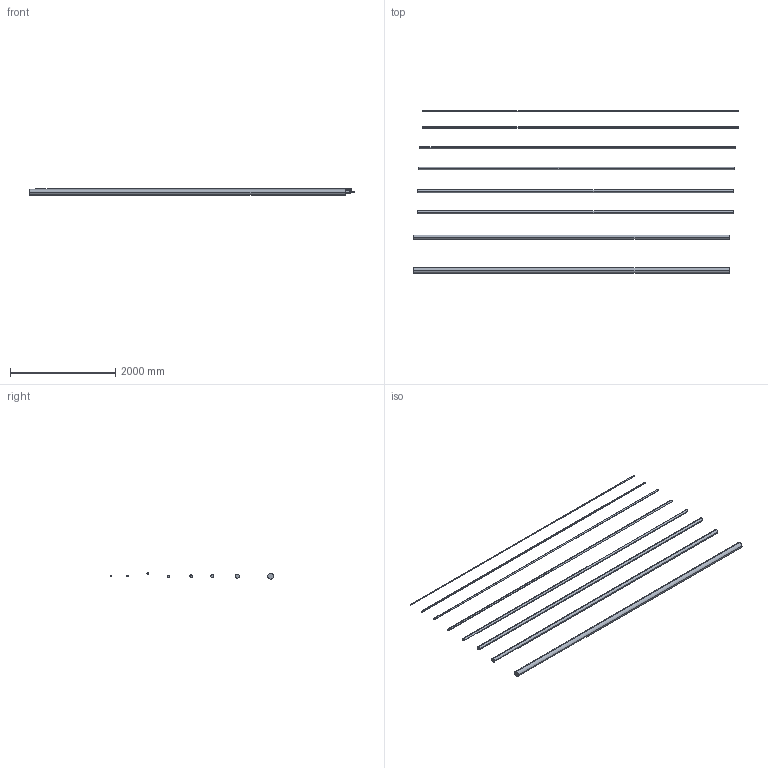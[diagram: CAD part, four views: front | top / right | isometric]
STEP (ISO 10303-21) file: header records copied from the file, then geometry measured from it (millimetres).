
FILE_DESCRIPTION(/* description */ (''),/* implementation_level */ '2;1');
FILE_NAME(/* name */ 'Plumbing_Pipes_Aignep_Calibrated-Aluminium-Tubes-Green-6m-3DView-Preview',/* time_stamp */ '2025-08-20T22:19:14+03:00',/* author */ (''),/* organization */ (''),/* preprocessor_version */ 'ST-DEVELOPER v20',/* originating_system */ '',/* authorisation */ '');
FILE_SCHEMA (('AP242_MANAGED_MODEL_BASED_3D_ENGINEERING_MIM_LF { 1 0 10303 442 1 1 4 }'));
Length unit declared in the file: millimetre
Products named in the file (17): TopLevelAssembly; AIGNEP - 90000 - 6m - GREEN; AIGNEP - 90000 - 6m - GREEN_1; AIGNEP - 90000 - 6m - GREEN_2; AIGNEP - 90000 - 6m - GREEN_3; AIGNEP - 90000 - 6m - GREEN_4; AIGNEP - 90000 - 6m - GREEN_5; AIGNEP - 90000 - 6m - GREEN_6; AIGNEP - 90000 - 6m - GREEN_7
Assembly tree (16 placements, depth 2):
  TopLevelAssembly
    AIGNEP - 90000 - 6m - GREEN
    (unnamed)
    AIGNEP - 90000 - 6m - GREEN_1
    (unnamed)
    AIGNEP - 90000 - 6m - GREEN_2
    (unnamed)
    AIGNEP - 90000 - 6m - GREEN_3
    (unnamed)
    AIGNEP - 90000 - 6m - GREEN_4
    (unnamed)
    AIGNEP - 90000 - 6m - GREEN_5
    (unnamed)
    AIGNEP - 90000 - 6m - GREEN_6
    (unnamed)
    AIGNEP - 90000 - 6m - GREEN_7
    (unnamed)
Bounding box: 6177.88 x 3095.22 x 119.56 mm (x, y, z)
Volume: 134859147.8 mm3; surface area: 7961766.5 mm2
Topology: 8 solids, 8 shells, 48 faces, 112 edges, 96 vertices
Faces by surface type: cylinder 32, plane 16
Entity records: 1845 total; most frequent: DIRECTION 338, CARTESIAN_POINT 289, ORIENTED_EDGE 192, AXIS2_PLACEMENT_3D 145, EDGE_CURVE 96, CIRCLE 64, VERTEX_POINT 64, FACE_OUTER_BOUND 48
